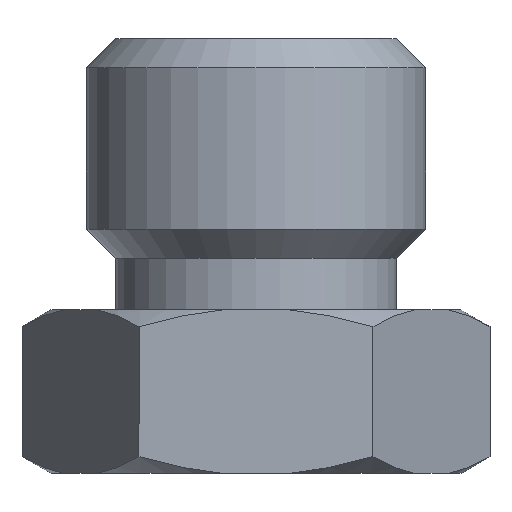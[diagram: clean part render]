
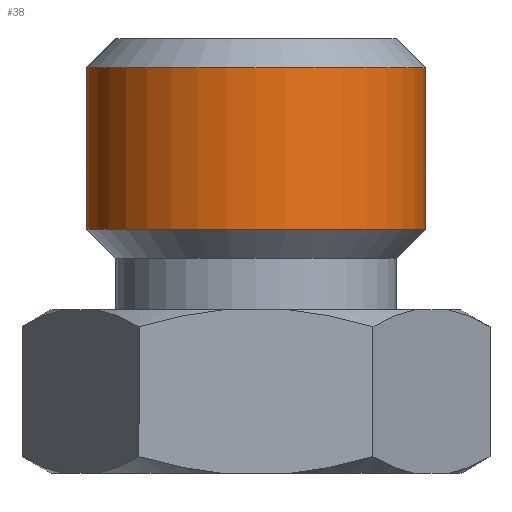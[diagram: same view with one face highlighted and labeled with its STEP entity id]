
A CAD part, front view. The second image highlights one B-rep face of the part: STEP entity #38.
In plain terms, the highlighted cylindrical face has radius 7.11 mm (diameter 14.22 mm), a partial arc.
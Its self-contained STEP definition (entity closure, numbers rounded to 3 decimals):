
#17 = EDGE_CURVE ( 'NONE', #776, #662, #729, .T. ) ;
#31 = CIRCLE ( 'NONE', #446, 7.11 ) ;
#38 = ADVANCED_FACE ( 'NONE', ( #995 ), #238, .T. ) ;
#43 = ORIENTED_EDGE ( 'NONE', *, *, #180, .T. ) ;
#68 = DIRECTION ( 'NONE',  ( -1., 0., 0. ) ) ;
#94 = LINE ( 'NONE', #420, #1020 ) ;
#152 = LINE ( 'NONE', #1045, #259 ) ;
#160 = CARTESIAN_POINT ( 'NONE',  ( 0., 0., 18.24 ) ) ;
#180 = EDGE_CURVE ( 'NONE', #662, #389, #152, .T. ) ;
#235 = VERTEX_POINT ( 'NONE', #724 ) ;
#238 = CYLINDRICAL_SURFACE ( 'NONE', #644, 7.11 ) ;
#254 = CARTESIAN_POINT ( 'NONE',  ( -7.11, 0., 10.25 ) ) ;
#259 = VECTOR ( 'NONE', #974, 1000. ) ;
#332 = CARTESIAN_POINT ( 'NONE',  ( 0., 0., 17.01 ) ) ;
#340 = DIRECTION ( 'NONE',  ( 0., 0., -1. ) ) ;
#389 = VERTEX_POINT ( 'NONE', #254 ) ;
#420 = CARTESIAN_POINT ( 'NONE',  ( 7.11, 0., 18.24 ) ) ;
#446 = AXIS2_PLACEMENT_3D ( 'NONE', #641, #904, #68 ) ;
#488 = DIRECTION ( 'NONE',  ( 0., 0., -1. ) ) ;
#512 = DIRECTION ( 'NONE',  ( 0., 0., -1. ) ) ;
#592 = ORIENTED_EDGE ( 'NONE', *, *, #650, .F. ) ;
#595 = CARTESIAN_POINT ( 'NONE',  ( 7.11, 0., 17.01 ) ) ;
#607 = ORIENTED_EDGE ( 'NONE', *, *, #746, .F. ) ;
#641 = CARTESIAN_POINT ( 'NONE',  ( 0., 0., 10.25 ) ) ;
#644 = AXIS2_PLACEMENT_3D ( 'NONE', #160, #488, #828 ) ;
#650 = EDGE_CURVE ( 'NONE', #235, #389, #31, .T. ) ;
#660 = CARTESIAN_POINT ( 'NONE',  ( -7.11, 0., 17.01 ) ) ;
#662 = VERTEX_POINT ( 'NONE', #660 ) ;
#676 = DIRECTION ( 'NONE',  ( -1., 0., 0. ) ) ;
#679 = AXIS2_PLACEMENT_3D ( 'NONE', #332, #340, #676 ) ;
#724 = CARTESIAN_POINT ( 'NONE',  ( 7.11, 0., 10.25 ) ) ;
#729 = CIRCLE ( 'NONE', #679, 7.11 ) ;
#746 = EDGE_CURVE ( 'NONE', #776, #235, #94, .T. ) ;
#776 = VERTEX_POINT ( 'NONE', #595 ) ;
#828 = DIRECTION ( 'NONE',  ( -1., 0., 0. ) ) ;
#867 = EDGE_LOOP ( 'NONE', ( #607, #1056, #43, #592 ) ) ;
#904 = DIRECTION ( 'NONE',  ( 0., 0., -1. ) ) ;
#974 = DIRECTION ( 'NONE',  ( 0., 0., -1. ) ) ;
#995 = FACE_OUTER_BOUND ( 'NONE', #867, .T. ) ;
#1020 = VECTOR ( 'NONE', #512, 1000. ) ;
#1045 = CARTESIAN_POINT ( 'NONE',  ( -7.11, 0., 18.24 ) ) ;
#1056 = ORIENTED_EDGE ( 'NONE', *, *, #17, .T. ) ;
